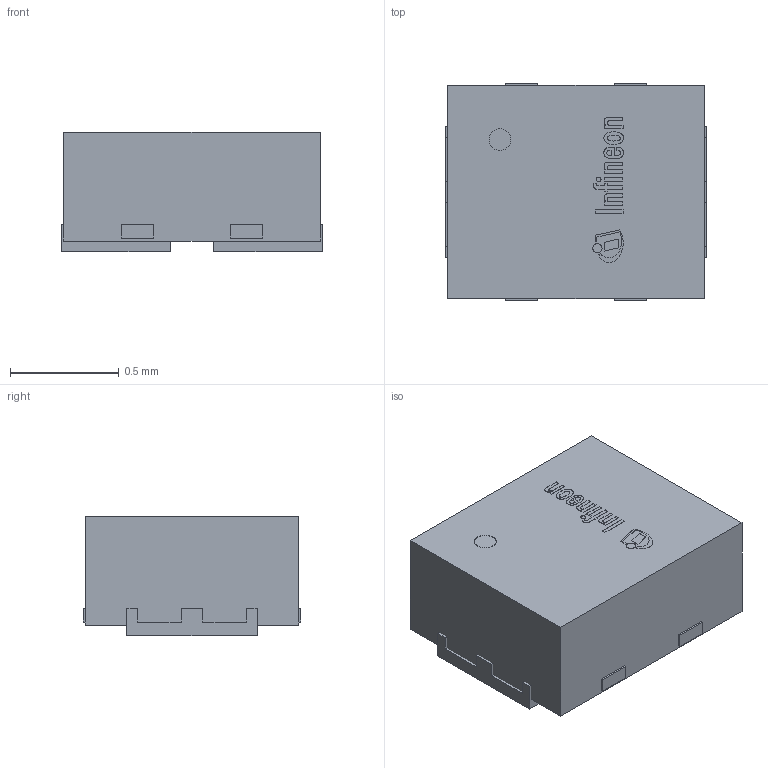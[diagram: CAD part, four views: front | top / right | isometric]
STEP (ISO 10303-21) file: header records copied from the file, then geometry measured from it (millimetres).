
FILE_DESCRIPTION(/* description */ (''),/* implementation_level */ '2;1');
FILE_NAME(/* name */ 'PG-TSNP-2-3_Z8B00246837_V03_3D.stp',/* time_stamp */ '2023-05-24T12:58:58+05:00',/* author */ ('Subramani'),/* organization */ (''),/* preprocessor_version */ 'ST-DEVELOPER v16.13',/* originating_system */ 'AutoCAD Mechanical',/* authorisation */ '');
FILE_SCHEMA (('AUTOMOTIVE_DESIGN { 1 0 10303 214 3 1 1 }'));
Length unit declared in the file: millimetre
Products named in the file (1): Product
Bounding box: 1.2 x 1 x 0.55 mm (x, y, z)
Volume: 0.6 mm3; surface area: 6.5 mm2
Topology: 20 solids, 20 shells, 173 faces, 396 edges, 264 vertices
Faces by surface type: plane 151, bspline 18, cylinder 4
Full cylindrical faces by diameter (mm): 0.021 x1, 0.043 x1, 0.1 x2
Entity records: 5108 total; most frequent: CARTESIAN_POINT 1276, ORIENTED_EDGE 784, DIRECTION 676, EDGE_CURVE 392, LINE 348, VECTOR 348, VERTEX_POINT 264, EDGE_LOOP 182
